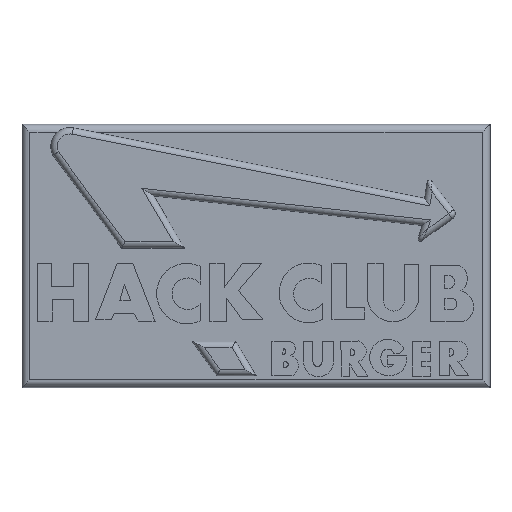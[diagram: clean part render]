
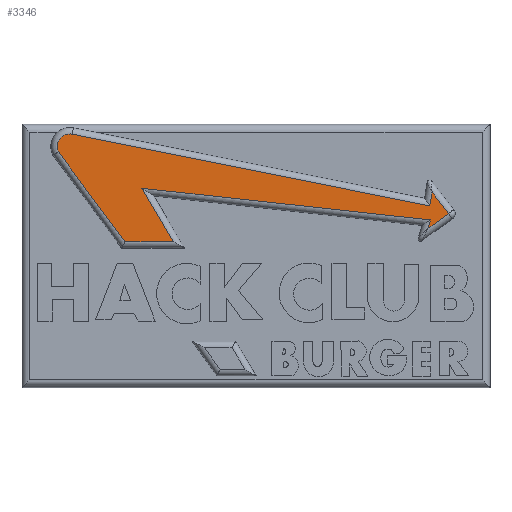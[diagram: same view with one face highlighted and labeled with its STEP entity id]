
A CAD part, front view. The second image highlights one B-rep face of the part: STEP entity #3346.
In plain terms, the highlighted planar face has unit normal (0, -1, 0).
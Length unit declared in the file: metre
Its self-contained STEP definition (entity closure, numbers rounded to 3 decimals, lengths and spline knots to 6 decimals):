
#119=CIRCLE('',#3586,0.0011);
#120=CIRCLE('',#3587,0.000019);
#363=ORIENTED_EDGE('',*,*,#1311,.T.);
#364=ORIENTED_EDGE('',*,*,#1312,.T.);
#365=ORIENTED_EDGE('',*,*,#1313,.T.);
#366=ORIENTED_EDGE('',*,*,#1314,.T.);
#367=ORIENTED_EDGE('',*,*,#1315,.T.);
#368=ORIENTED_EDGE('',*,*,#1316,.T.);
#369=ORIENTED_EDGE('',*,*,#1317,.T.);
#370=ORIENTED_EDGE('',*,*,#1318,.T.);
#371=ORIENTED_EDGE('',*,*,#1319,.T.);
#372=ORIENTED_EDGE('',*,*,#1320,.T.);
#373=ORIENTED_EDGE('',*,*,#1321,.T.);
#1311=EDGE_CURVE('',#1784,#1785,#2090,.F.);
#1312=EDGE_CURVE('',#1785,#1786,#119,.T.);
#1313=EDGE_CURVE('',#1786,#1787,#2091,.T.);
#1314=EDGE_CURVE('',#1787,#1788,#2092,.T.);
#1315=EDGE_CURVE('',#1788,#1789,#2093,.T.);
#1316=EDGE_CURVE('',#1789,#1790,#2094,.T.);
#1317=EDGE_CURVE('',#1790,#1791,#2095,.T.);
#1318=EDGE_CURVE('',#1791,#1792,#2096,.T.);
#1319=EDGE_CURVE('',#1792,#1793,#120,.T.);
#1320=EDGE_CURVE('',#1793,#1794,#2097,.T.);
#1321=EDGE_CURVE('',#1794,#1784,#2098,.T.);
#1784=VERTEX_POINT('',#5134);
#1785=VERTEX_POINT('',#5135);
#1786=VERTEX_POINT('',#5137);
#1787=VERTEX_POINT('',#5139);
#1788=VERTEX_POINT('',#5141);
#1789=VERTEX_POINT('',#5143);
#1790=VERTEX_POINT('',#5145);
#1791=VERTEX_POINT('',#5147);
#1792=VERTEX_POINT('',#5149);
#1793=VERTEX_POINT('',#5151);
#1794=VERTEX_POINT('',#5153);
#2090=LINE('',#5133,#2490);
#2091=LINE('',#5138,#2491);
#2092=LINE('',#5140,#2492);
#2093=LINE('',#5142,#2493);
#2094=LINE('',#5144,#2494);
#2095=LINE('',#5146,#2495);
#2096=LINE('',#5148,#2496);
#2097=LINE('',#5152,#2497);
#2098=LINE('',#5154,#2498);
#2490=VECTOR('',#4060,1.);
#2491=VECTOR('',#4063,1.);
#2492=VECTOR('',#4064,1.);
#2493=VECTOR('',#4065,1.);
#2494=VECTOR('',#4066,1.);
#2495=VECTOR('',#4067,1.);
#2496=VECTOR('',#4068,1.);
#2497=VECTOR('',#4071,1.);
#2498=VECTOR('',#4072,1.);
#2784=EDGE_LOOP('',(#363,#364,#365,#366,#367,#368,#369,#370,#371,#372,#373));
#3002=FACE_BOUND('',#2784,.T.);
#3201=PLANE('',#3585);
#3346=ADVANCED_FACE('',(#3002),#3201,.T.);
#3585=AXIS2_PLACEMENT_3D('',#5132,#4058,#4059);
#3586=AXIS2_PLACEMENT_3D('',#5136,#4061,#4062);
#3587=AXIS2_PLACEMENT_3D('',#5150,#4069,#4070);
#4058=DIRECTION('',(0.,-1.,0.));
#4059=DIRECTION('',(1.,0.,0.));
#4060=DIRECTION('',(0.981,0.,-0.196));
#4061=DIRECTION('',(0.,-1.,0.));
#4062=DIRECTION('',(0.,0.,-1.));
#4063=DIRECTION('',(0.595,0.,-0.804));
#4064=DIRECTION('',(1.,0.,0.));
#4065=DIRECTION('',(-0.506,0.,0.862));
#4066=DIRECTION('',(0.994,0.,-0.109));
#4067=DIRECTION('',(-0.299,0.,-0.954));
#4068=DIRECTION('',(0.815,0.,0.58));
#4069=DIRECTION('',(0.,-1.,0.));
#4070=DIRECTION('',(0.,0.,-1.));
#4071=DIRECTION('',(-0.614,0.,0.79));
#4072=DIRECTION('',(-0.154,0.,-0.988));
#5132=CARTESIAN_POINT('',(0.,-0.003,0.));
#5133=CARTESIAN_POINT('',(0.001422,-0.003,0.007094));
#5134=CARTESIAN_POINT('',(0.015095,-0.003,0.004354));
#5135=CARTESIAN_POINT('',(-0.01596,-0.003,0.010577));
#5136=CARTESIAN_POINT('',(-0.016163,-0.003,0.009497));
#5137=CARTESIAN_POINT('',(-0.017165,-0.003,0.009044));
#5138=CARTESIAN_POINT('',(-0.011221,-0.003,0.001018));
#5139=CARTESIAN_POINT('',(-0.011387,-0.003,0.001241));
#5140=CARTESIAN_POINT('',(-0.006222,-0.003,0.001241));
#5141=CARTESIAN_POINT('',(-0.007186,-0.003,0.001241));
#5142=CARTESIAN_POINT('',(-0.009353,-0.003,0.004935));
#5143=CARTESIAN_POINT('',(-0.009909,-0.003,0.005883));
#5144=CARTESIAN_POINT('',(0.014488,-0.003,0.003202));
#5145=CARTESIAN_POINT('',(0.015155,-0.003,0.003129));
#5146=CARTESIAN_POINT('',(0.014611,-0.003,0.00139));
#5147=CARTESIAN_POINT('',(0.014921,-0.003,0.002381));
#5148=CARTESIAN_POINT('',(0.016733,-0.003,0.003669));
#5149=CARTESIAN_POINT('',(0.016733,-0.003,0.003669));
#5150=CARTESIAN_POINT('',(0.016722,-0.003,0.003685));
#5151=CARTESIAN_POINT('',(0.016737,-0.003,0.003696));
#5152=CARTESIAN_POINT('',(0.014809,-0.003,0.006178));
#5153=CARTESIAN_POINT('',(0.015284,-0.003,0.005566));
#5154=CARTESIAN_POINT('',(0.015184,-0.003,0.004923));
